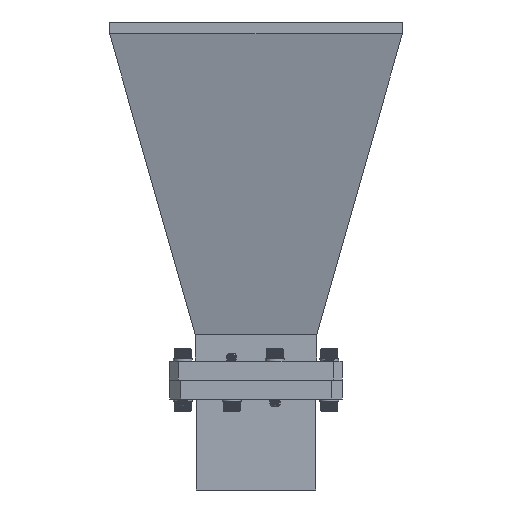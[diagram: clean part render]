
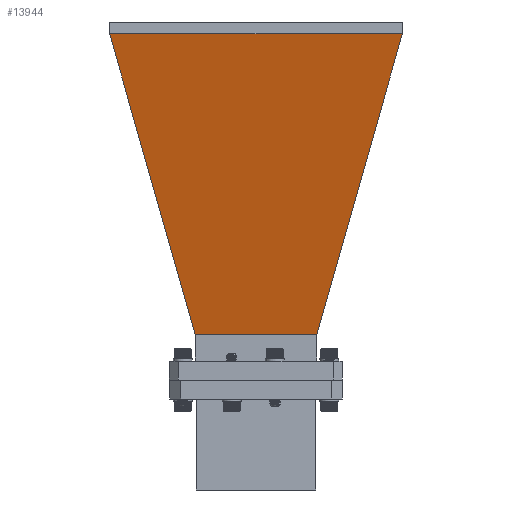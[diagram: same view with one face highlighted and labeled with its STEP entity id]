
A CAD part, front view. The second image highlights one B-rep face of the part: STEP entity #13944.
In plain terms, the highlighted face is planar.
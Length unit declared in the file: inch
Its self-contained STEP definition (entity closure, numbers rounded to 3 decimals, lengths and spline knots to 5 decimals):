
#72 = DIRECTION ( 'NONE',  ( -0.242, 0., 0.97 ) ) ;
#494 = LINE ( 'NONE', #8417, #14386 ) ;
#660 = LINE ( 'NONE', #16466, #6994 ) ;
#900 = EDGE_LOOP ( 'NONE', ( #21379, #4848, #9372, #21486 ) ) ;
#1572 = DIRECTION ( 'NONE',  ( 0., 1., 0. ) ) ;
#4848 = ORIENTED_EDGE ( 'NONE', *, *, #22129, .T. ) ;
#5511 = VERTEX_POINT ( 'NONE', #20425 ) ;
#6647 = CARTESIAN_POINT ( 'NONE',  ( -1.41622, 1.93153, 5.91475 ) ) ;
#6994 = VECTOR ( 'NONE', #8197, 39.37008 ) ;
#7664 = LINE ( 'NONE', #21500, #13383 ) ;
#8197 = DIRECTION ( 'NONE',  ( 0.233, -0.267, -0.935 ) ) ;
#8417 = CARTESIAN_POINT ( 'NONE',  ( -0.42911, 0., 1.95401 ) ) ;
#8517 = EDGE_CURVE ( 'NONE', #5511, #18585, #7664, .T. ) ;
#8932 = FACE_OUTER_BOUND ( 'NONE', #900, .T. ) ;
#9372 = ORIENTED_EDGE ( 'NONE', *, *, #8517, .T. ) ;
#11853 = AXIS2_PLACEMENT_3D ( 'NONE', #20685, #22322, #72 ) ;
#12821 = PLANE ( 'NONE',  #11853 ) ;
#13383 = VECTOR ( 'NONE', #1572, 39.37008 ) ;
#13574 = VECTOR ( 'NONE', #17921, 39.37008 ) ;
#13802 = LINE ( 'NONE', #13926, #13574 ) ;
#13926 = CARTESIAN_POINT ( 'NONE',  ( -0.42911, -0.80272, 1.95401 ) ) ;
#13944 = ADVANCED_FACE ( 'NONE', ( #8932 ), #12821, .T. ) ;
#14386 = VECTOR ( 'NONE', #20174, 39.37008 ) ;
#14962 = EDGE_CURVE ( 'NONE', #18585, #22799, #660, .T. ) ;
#16466 = CARTESIAN_POINT ( 'NONE',  ( -1.41622, 1.93153, 5.91475 ) ) ;
#16999 = VERTEX_POINT ( 'NONE', #24873 ) ;
#17921 = DIRECTION ( 'NONE',  ( -0.233, -0.267, 0.935 ) ) ;
#18585 = VERTEX_POINT ( 'NONE', #6647 ) ;
#19539 = EDGE_CURVE ( 'NONE', #22799, #16999, #494, .T. ) ;
#20174 = DIRECTION ( 'NONE',  ( 0., -1., 0. ) ) ;
#20425 = CARTESIAN_POINT ( 'NONE',  ( -1.41622, -1.93153, 5.91475 ) ) ;
#20685 = CARTESIAN_POINT ( 'NONE',  ( -0.93704, 0., 3.99205 ) ) ;
#20843 = CARTESIAN_POINT ( 'NONE',  ( -0.42911, 0.80272, 1.95401 ) ) ;
#21379 = ORIENTED_EDGE ( 'NONE', *, *, #19539, .T. ) ;
#21486 = ORIENTED_EDGE ( 'NONE', *, *, #14962, .T. ) ;
#21500 = CARTESIAN_POINT ( 'NONE',  ( -1.41622, 0., 5.91475 ) ) ;
#22129 = EDGE_CURVE ( 'NONE', #16999, #5511, #13802, .T. ) ;
#22322 = DIRECTION ( 'NONE',  ( -0.97, 0., -0.242 ) ) ;
#22799 = VERTEX_POINT ( 'NONE', #20843 ) ;
#24873 = CARTESIAN_POINT ( 'NONE',  ( -0.42911, -0.80272, 1.95401 ) ) ;
